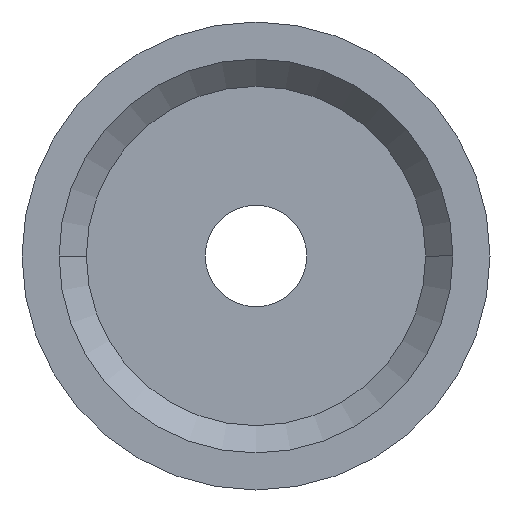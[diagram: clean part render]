
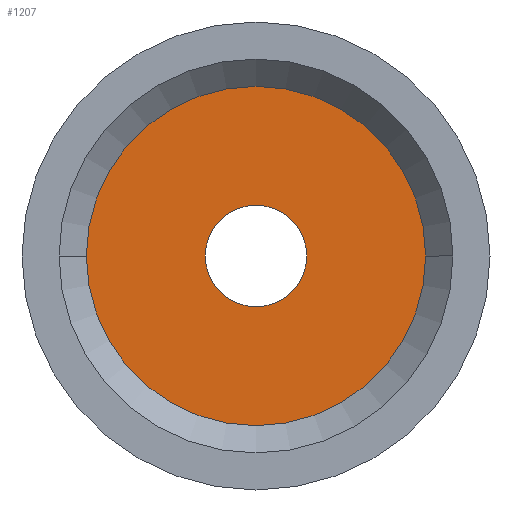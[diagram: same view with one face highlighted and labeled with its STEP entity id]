
A CAD part, front view. The second image highlights one B-rep face of the part: STEP entity #1207.
In plain terms, the highlighted planar face has unit normal (0, -1, 0).
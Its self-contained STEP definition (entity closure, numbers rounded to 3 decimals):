
#399=CARTESIAN_POINT('',(1.3,8.5,0.));
#400=VERTEX_POINT('',#399);
#409=CARTESIAN_POINT('',(-1.3,8.5,0.));
#410=VERTEX_POINT('',#409);
#411=CARTESIAN_POINT('',(0.0,8.5,0.0));
#412=DIRECTION('',(0.0,1.0,0.0));
#413=DIRECTION('',(1.0,0.0,0.0));
#414=AXIS2_PLACEMENT_3D('',#411,#412,#413);
#415=CIRCLE('',#414,1.3);
#416=EDGE_CURVE('',#410,#400,#415,.T.);
#441=CARTESIAN_POINT('',(4.35,8.5,0.0));
#442=VERTEX_POINT('',#441);
#451=CARTESIAN_POINT('',(-4.35,8.5,0.));
#452=VERTEX_POINT('',#451);
#453=CARTESIAN_POINT('',(0.0,8.5,0.0));
#454=DIRECTION('',(0.0,-1.0,0.0));
#455=DIRECTION('',(1.0,0.0,0.0));
#456=AXIS2_PLACEMENT_3D('',#453,#454,#455);
#457=CIRCLE('',#456,4.35);
#458=EDGE_CURVE('',#452,#442,#457,.T.);
#562=CARTESIAN_POINT('',(0.0,8.5,0.0));
#563=DIRECTION('',(0.0,-1.0,0.0));
#564=DIRECTION('',(1.0,0.0,0.0));
#565=AXIS2_PLACEMENT_3D('',#562,#563,#564);
#566=CIRCLE('',#565,4.35);
#567=EDGE_CURVE('',#442,#452,#566,.T.);
#607=CARTESIAN_POINT('',(0.0,8.5,0.0));
#608=DIRECTION('',(0.0,1.0,0.0));
#609=DIRECTION('',(1.0,0.0,0.0));
#610=AXIS2_PLACEMENT_3D('',#607,#608,#609);
#611=CIRCLE('',#610,1.3);
#612=EDGE_CURVE('',#400,#410,#611,.T.);
#1194=CARTESIAN_POINT('',(2.175,8.5,0.0));
#1195=DIRECTION('',(0.0,-1.0,0.0));
#1196=DIRECTION('',(0.0,0.0,-1.0));
#1197=AXIS2_PLACEMENT_3D('',#1194,#1195,#1196);
#1198=PLANE('',#1197);
#1199=ORIENTED_EDGE('',*,*,#567,.T.);
#1200=ORIENTED_EDGE('',*,*,#458,.T.);
#1201=EDGE_LOOP('',(#1199,#1200));
#1202=FACE_OUTER_BOUND('',#1201,.T.);
#1203=ORIENTED_EDGE('',*,*,#416,.T.);
#1204=ORIENTED_EDGE('',*,*,#612,.T.);
#1205=EDGE_LOOP('',(#1203,#1204));
#1206=FACE_BOUND('',#1205,.T.);
#1207=ADVANCED_FACE('',(#1202,#1206),#1198,.T.);
